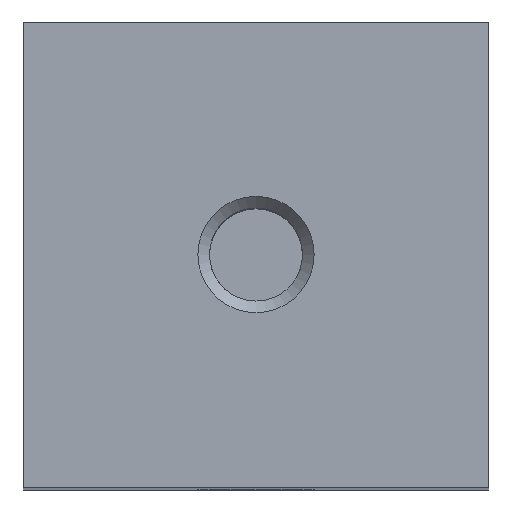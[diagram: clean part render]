
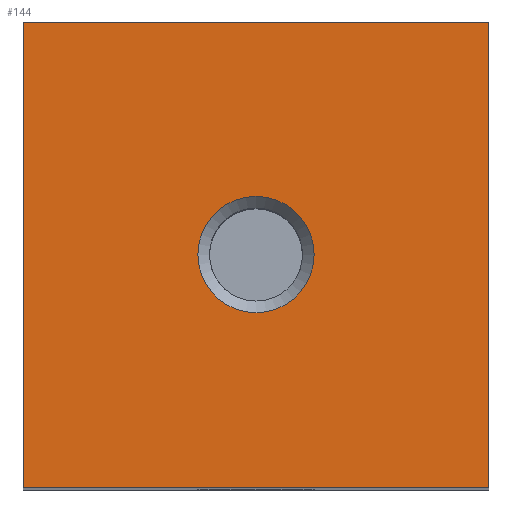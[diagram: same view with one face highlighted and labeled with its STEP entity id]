
A CAD part, top view. The second image highlights one B-rep face of the part: STEP entity #144.
In plain terms, the highlighted planar face has unit normal (0, 0, 1).
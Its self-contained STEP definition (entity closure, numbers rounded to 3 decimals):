
#57=PLANE('',#508);
#71=LINE('',#698,#107);
#72=LINE('',#701,#108);
#73=LINE('',#703,#109);
#74=LINE('',#705,#110);
#107=VECTOR('',#564,1.);
#108=VECTOR('',#565,1.);
#109=VECTOR('',#566,1.);
#110=VECTOR('',#567,1.);
#144=ADVANCED_FACE('',(#189,#190),#57,.T.);
#189=FACE_BOUND('',#230,.T.);
#190=FACE_BOUND('',#231,.T.);
#230=EDGE_LOOP('',(#279));
#231=EDGE_LOOP('',(#280,#281,#282,#283));
#279=ORIENTED_EDGE('',*,*,#435,.F.);
#280=ORIENTED_EDGE('',*,*,#436,.F.);
#281=ORIENTED_EDGE('',*,*,#437,.T.);
#282=ORIENTED_EDGE('',*,*,#438,.F.);
#283=ORIENTED_EDGE('',*,*,#439,.F.);
#393=VERTEX_POINT('',#697);
#394=VERTEX_POINT('',#699);
#395=VERTEX_POINT('',#700);
#396=VERTEX_POINT('',#702);
#397=VERTEX_POINT('',#704);
#435=EDGE_CURVE('',#393,#393,#490,.T.);
#436=EDGE_CURVE('',#394,#395,#71,.T.);
#437=EDGE_CURVE('',#394,#396,#72,.T.);
#438=EDGE_CURVE('',#397,#396,#73,.T.);
#439=EDGE_CURVE('',#395,#397,#74,.T.);
#490=CIRCLE('',#507,1.25);
#507=AXIS2_PLACEMENT_3D('',#696,#562,#563);
#508=AXIS2_PLACEMENT_3D('',#706,#568,#569);
#562=DIRECTION('',(0.,0.,1.));
#563=DIRECTION('',(1.,0.,0.));
#564=DIRECTION('',(0.,-1.,0.));
#565=DIRECTION('',(-1.,0.,0.));
#566=DIRECTION('',(0.,1.,0.));
#567=DIRECTION('',(-1.,0.,0.));
#568=DIRECTION('',(0.,0.,1.));
#569=DIRECTION('',(1.,0.,0.));
#696=CARTESIAN_POINT('',(5.,5.,36.));
#697=CARTESIAN_POINT('',(6.25,5.,36.));
#698=CARTESIAN_POINT('',(10.,5.,36.));
#699=CARTESIAN_POINT('',(10.,10.,36.));
#700=CARTESIAN_POINT('',(10.,0.,36.));
#701=CARTESIAN_POINT('',(10.,10.,36.));
#702=CARTESIAN_POINT('',(0.,10.,36.));
#703=CARTESIAN_POINT('',(0.,5.,36.));
#704=CARTESIAN_POINT('',(0.,0.,36.));
#705=CARTESIAN_POINT('',(5.,0.,36.));
#706=CARTESIAN_POINT('',(5.,5.,36.));
